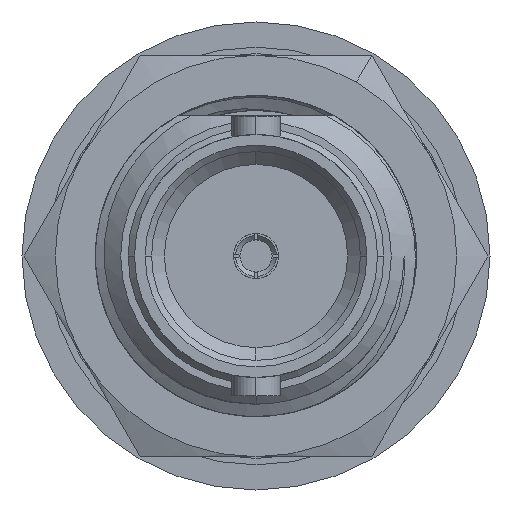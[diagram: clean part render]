
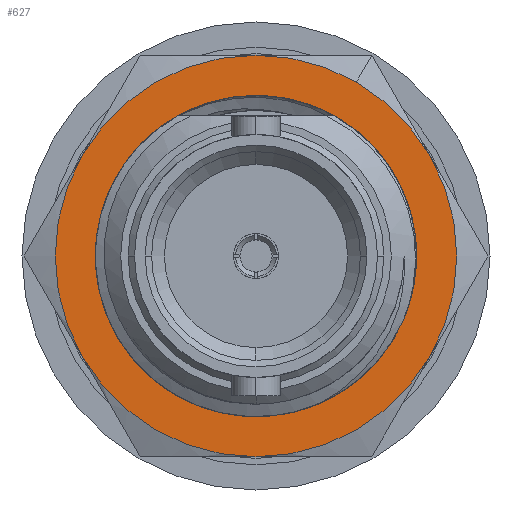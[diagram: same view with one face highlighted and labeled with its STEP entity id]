
A CAD part, left-side view. The second image highlights one B-rep face of the part: STEP entity #627.
In plain terms, the highlighted planar face has unit normal (-1, 0, 0).
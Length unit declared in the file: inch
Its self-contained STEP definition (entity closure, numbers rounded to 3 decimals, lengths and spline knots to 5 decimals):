
#196 = EDGE_CURVE ( 'NONE', #28383, #11940, #16417, .T. ) ;
#382 = VERTEX_POINT ( 'NONE', #18506 ) ;
#627 = ADVANCED_FACE ( 'NONE', ( #33052, #21682 ), #25621, .F. ) ;
#684 = CARTESIAN_POINT ( 'NONE',  ( 0.53124, 0., 0. ) ) ;
#720 = AXIS2_PLACEMENT_3D ( 'NONE', #25996, #28804, #20895 ) ;
#1020 = VERTEX_POINT ( 'NONE', #13899 ) ;
#2015 = DIRECTION ( 'NONE',  ( 1., 0., 0. ) ) ;
#2482 = AXIS2_PLACEMENT_3D ( 'NONE', #26762, #31620, #18712 ) ;
#2881 = DIRECTION ( 'NONE',  ( 0., -0.5, 0.866 ) ) ;
#3327 = ORIENTED_EDGE ( 'NONE', *, *, #25848, .F. ) ;
#3529 = ORIENTED_EDGE ( 'NONE', *, *, #30855, .T. ) ;
#3772 = AXIS2_PLACEMENT_3D ( 'NONE', #28646, #26054, #10601 ) ;
#4832 = AXIS2_PLACEMENT_3D ( 'NONE', #26223, #33481, #20568 ) ;
#4927 = AXIS2_PLACEMENT_3D ( 'NONE', #684, #18847, #18739 ) ;
#6176 = DIRECTION ( 'NONE',  ( -1., 0., 0. ) ) ;
#6401 = CARTESIAN_POINT ( 'NONE',  ( 0.53124, 0., 0. ) ) ;
#6928 = VERTEX_POINT ( 'NONE', #9570 ) ;
#8199 = AXIS2_PLACEMENT_3D ( 'NONE', #30095, #16936, #32484 ) ;
#8301 = AXIS2_PLACEMENT_3D ( 'NONE', #10065, #2015, #18020 ) ;
#9521 = CARTESIAN_POINT ( 'NONE',  ( 0.53124, 0., 0. ) ) ;
#9570 = CARTESIAN_POINT ( 'NONE',  ( 0.53124, 0., 0.3125 ) ) ;
#9889 = CIRCLE ( 'NONE', #720, 0.3125 ) ;
#10065 = CARTESIAN_POINT ( 'NONE',  ( 0.53124, 0., 0. ) ) ;
#10597 = CARTESIAN_POINT ( 'NONE',  ( 0.53124, -0.27063, 0.15625 ) ) ;
#10601 = DIRECTION ( 'NONE',  ( 0., -0.5, 0.866 ) ) ;
#11795 = DIRECTION ( 'NONE',  ( 0., -0.5, 0.866 ) ) ;
#11940 = VERTEX_POINT ( 'NONE', #21340 ) ;
#12376 = EDGE_CURVE ( 'NONE', #1020, #22627, #16543, .T. ) ;
#13394 = CIRCLE ( 'NONE', #31243, 0.3125 ) ;
#13875 = DIRECTION ( 'NONE',  ( 0., -0.5, 0.866 ) ) ;
#13899 = CARTESIAN_POINT ( 'NONE',  ( 0.53124, 0.02985, 0.24821 ) ) ;
#15324 = CARTESIAN_POINT ( 'NONE',  ( 0.53124, -0.15625, 0.27063 ) ) ;
#16417 = CIRCLE ( 'NONE', #4832, 0.3125 ) ;
#16543 = CIRCLE ( 'NONE', #16649, 0.25 ) ;
#16649 = AXIS2_PLACEMENT_3D ( 'NONE', #9521, #32901, #11795 ) ;
#16936 = DIRECTION ( 'NONE',  ( 1., 0., 0. ) ) ;
#17193 = VERTEX_POINT ( 'NONE', #15324 ) ;
#18020 = DIRECTION ( 'NONE',  ( 0., -0.5, 0.866 ) ) ;
#18400 = CIRCLE ( 'NONE', #4927, 0.3125 ) ;
#18506 = CARTESIAN_POINT ( 'NONE',  ( 0.53124, -0.27063, -0.15625 ) ) ;
#18712 = DIRECTION ( 'NONE',  ( 0., -0.5, 0.866 ) ) ;
#18739 = DIRECTION ( 'NONE',  ( 0., -0.5, 0.866 ) ) ;
#18781 = CIRCLE ( 'NONE', #29257, 0.3125 ) ;
#18847 = DIRECTION ( 'NONE',  ( -1., 0., 0. ) ) ;
#19753 = CARTESIAN_POINT ( 'NONE',  ( 0.53124, 0.19662, 0.1544 ) ) ;
#19969 = CIRCLE ( 'NONE', #8199, 0.25 ) ;
#20338 = VERTEX_POINT ( 'NONE', #27263 ) ;
#20568 = DIRECTION ( 'NONE',  ( 0., -0.5, 0.866 ) ) ;
#20824 = DIRECTION ( 'NONE',  ( -1., 0., 0. ) ) ;
#20895 = DIRECTION ( 'NONE',  ( 0., -0.5, 0.866 ) ) ;
#21175 = ORIENTED_EDGE ( 'NONE', *, *, #26043, .T. ) ;
#21340 = CARTESIAN_POINT ( 'NONE',  ( 0.53124, 0.27063, -0.15625 ) ) ;
#21682 = FACE_OUTER_BOUND ( 'NONE', #27078, .T. ) ;
#21964 = EDGE_CURVE ( 'NONE', #20338, #382, #30999, .T. ) ;
#22627 = VERTEX_POINT ( 'NONE', #19753 ) ;
#23182 = ORIENTED_EDGE ( 'NONE', *, *, #33255, .T. ) ;
#23193 = CARTESIAN_POINT ( 'NONE',  ( 0.53124, 0., 0. ) ) ;
#23277 = CIRCLE ( 'NONE', #2482, 0.3125 ) ;
#24798 = ORIENTED_EDGE ( 'NONE', *, *, #21964, .T. ) ;
#25621 = PLANE ( 'NONE',  #8301 ) ;
#25829 = ORIENTED_EDGE ( 'NONE', *, *, #196, .T. ) ;
#25848 = EDGE_CURVE ( 'NONE', #26802, #382, #9889, .T. ) ;
#25996 = CARTESIAN_POINT ( 'NONE',  ( 0.53124, 0., 0. ) ) ;
#26043 = EDGE_CURVE ( 'NONE', #26802, #17193, #23277, .T. ) ;
#26054 = DIRECTION ( 'NONE',  ( -1., 0., 0. ) ) ;
#26223 = CARTESIAN_POINT ( 'NONE',  ( 0.53124, 0., 0. ) ) ;
#26762 = CARTESIAN_POINT ( 'NONE',  ( 0.53124, 0., 0. ) ) ;
#26802 = VERTEX_POINT ( 'NONE', #10597 ) ;
#27078 = EDGE_LOOP ( 'NONE', ( #21175, #30711, #32321, #25829, #23182, #24798, #3327 ) ) ;
#27134 = EDGE_CURVE ( 'NONE', #17193, #6928, #18781, .T. ) ;
#27263 = CARTESIAN_POINT ( 'NONE',  ( 0.53124, 0., -0.3125 ) ) ;
#27527 = EDGE_CURVE ( 'NONE', #6928, #28383, #18400, .T. ) ;
#28383 = VERTEX_POINT ( 'NONE', #30408 ) ;
#28646 = CARTESIAN_POINT ( 'NONE',  ( 0.53124, 0., 0. ) ) ;
#28804 = DIRECTION ( 'NONE',  ( 1., 0., 0. ) ) ;
#29257 = AXIS2_PLACEMENT_3D ( 'NONE', #6401, #6176, #13875 ) ;
#29723 = ORIENTED_EDGE ( 'NONE', *, *, #12376, .T. ) ;
#29975 = EDGE_LOOP ( 'NONE', ( #29723, #3529 ) ) ;
#30095 = CARTESIAN_POINT ( 'NONE',  ( 0.53124, 0., 0. ) ) ;
#30408 = CARTESIAN_POINT ( 'NONE',  ( 0.53124, 0.27063, 0.15625 ) ) ;
#30711 = ORIENTED_EDGE ( 'NONE', *, *, #27134, .T. ) ;
#30855 = EDGE_CURVE ( 'NONE', #22627, #1020, #19969, .T. ) ;
#30999 = CIRCLE ( 'NONE', #3772, 0.3125 ) ;
#31243 = AXIS2_PLACEMENT_3D ( 'NONE', #23193, #20824, #2881 ) ;
#31620 = DIRECTION ( 'NONE',  ( -1., 0., 0. ) ) ;
#32321 = ORIENTED_EDGE ( 'NONE', *, *, #27527, .T. ) ;
#32484 = DIRECTION ( 'NONE',  ( 0., -0.5, 0.866 ) ) ;
#32901 = DIRECTION ( 'NONE',  ( 1., 0., 0. ) ) ;
#33052 = FACE_BOUND ( 'NONE', #29975, .T. ) ;
#33255 = EDGE_CURVE ( 'NONE', #11940, #20338, #13394, .T. ) ;
#33481 = DIRECTION ( 'NONE',  ( -1., 0., 0. ) ) ;
